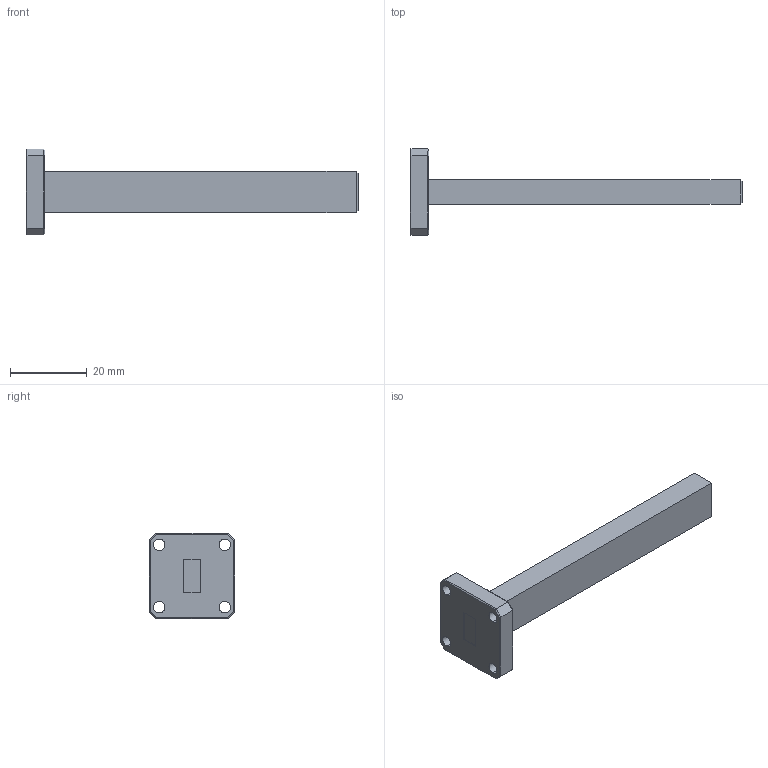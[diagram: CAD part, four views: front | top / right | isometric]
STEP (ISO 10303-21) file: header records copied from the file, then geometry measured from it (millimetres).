
FILE_DESCRIPTION (( 'STEP AP203' ), '1' );
FILE_NAME ('AP-R3.STEP', '2022-03-08T20:16:30', ( '' ), ( '' ), 'SwSTEP 2.0', 'SolidWorks 2021', '' );
FILE_SCHEMA (( 'CONFIG_CONTROL_DESIGN' ));
Length unit declared in the file: inch
Products named in the file (1): AP-R3
Bounding box: 86.36 x 22.35 x 22.35 mm (x, y, z)
Volume: 7753.1 mm3; surface area: 4267.7 mm2
Topology: 1 solids, 1 shells, 48 faces, 112 edges, 68 vertices
Faces by surface type: plane 40, cylinder 8
Entity records: 1427 total; most frequent: CARTESIAN_POINT 229, DIRECTION 226, ORIENTED_EDGE 224, EDGE_CURVE 112, LINE 96, VECTOR 96, VERTEX_POINT 68, AXIS2_PLACEMENT_3D 65
